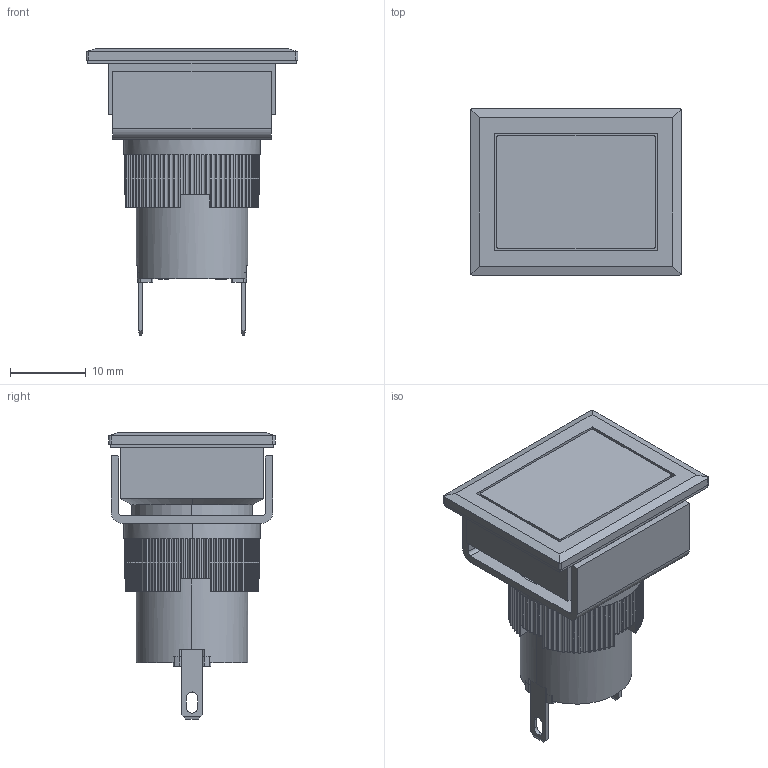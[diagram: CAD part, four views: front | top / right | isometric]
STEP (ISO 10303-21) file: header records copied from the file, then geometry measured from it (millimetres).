
FILE_DESCRIPTION (( 'STEP AP203' ), '1' );
FILE_NAME ('DF16F0N-E3Y.step', '2022-08-18T16:21:10', ( '' ), ( '' ), 'SwSTEP 2.0', 'SolidWorks 2021', '' );
FILE_SCHEMA (( 'CONFIG_CONTROL_DESIGN' ));
Length unit declared in the file: inch
Products named in the file (1): DF16F0N-E3Y
Bounding box: 28 x 22 x 37.9 mm (x, y, z)
Volume: 8946.7 mm3; surface area: 7534.2 mm2
Topology: 10 solids, 10 shells, 495 faces, 1402 edges, 934 vertices
Faces by surface type: plane 312, cylinder 181, cone 2
Entity records: 16329 total; most frequent: DIRECTION 2918, CARTESIAN_POINT 2880, ORIENTED_EDGE 2804, EDGE_CURVE 1402, AXIS2_PLACEMENT_3D 1036, VERTEX_POINT 934, VECTOR 846, LINE 846
